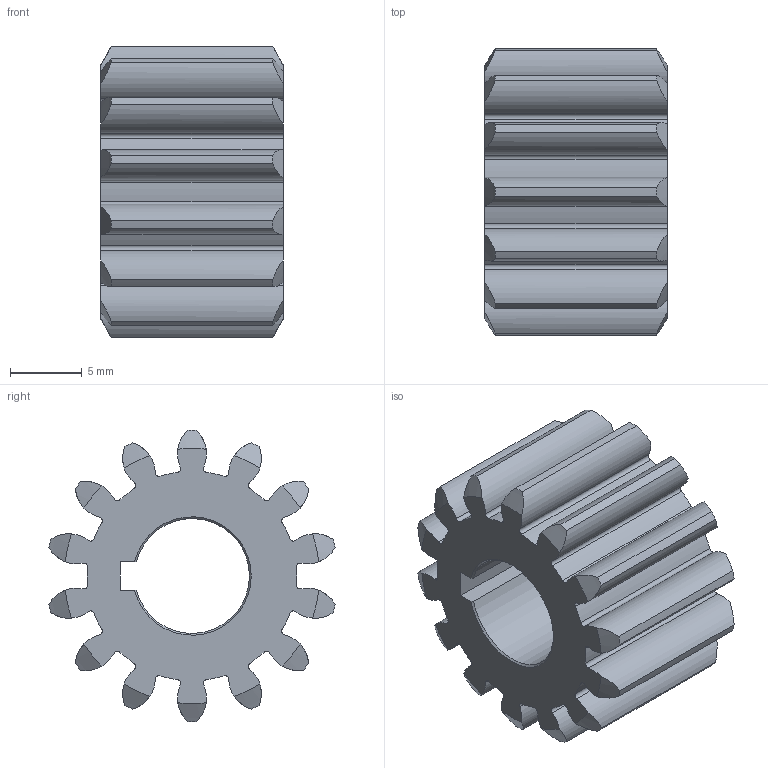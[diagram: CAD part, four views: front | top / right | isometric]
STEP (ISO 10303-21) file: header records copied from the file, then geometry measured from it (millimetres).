
FILE_DESCRIPTION(/* description */ (''),/* implementation_level */ '2;1');
FILE_NAME(/* name */ 'DBK_14T_Gear_am-0034.ipt.step',/* time_stamp */ '2014-01-07T10:54:49-08:00',/* author */ ('Autodesk Inc.'),/* organization */ ('Autodesk Inc.'),/* preprocessor_version */ 'ST-DEVELOPER v15.2',/* originating_system */ 'Autodesk Inventor 2014',/* authorisation */ '');
FILE_SCHEMA (('AUTOMOTIVE_DESIGN { 1 0 10303 214 3 1 1 }'));
Length unit declared in the file: inch
Products named in the file (1): DBK_14T_Gear_am-0034
Bounding box: 12.7 x 19.94 x 20.32 mm (x, y, z)
Volume: 2310.7 mm3; surface area: 2166.1 mm2
Topology: 1 solids, 1 shells, 120 faces, 354 edges, 236 vertices
Faces by surface type: cylinder 85, cone 30, plane 5
Entity records: 4421 total; most frequent: CARTESIAN_POINT 1111, DIRECTION 736, ORIENTED_EDGE 708, EDGE_CURVE 354, AXIS2_PLACEMENT_3D 321, VERTEX_POINT 236, CIRCLE 200, EDGE_LOOP 122
